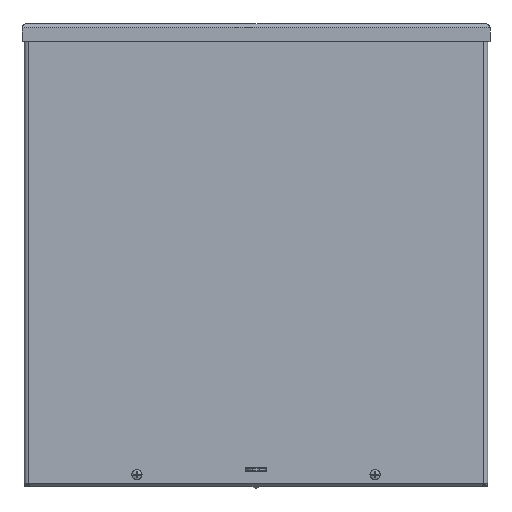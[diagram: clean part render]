
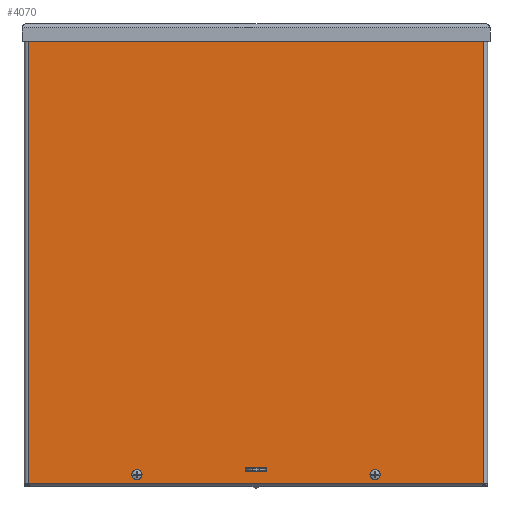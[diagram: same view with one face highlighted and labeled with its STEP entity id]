
A CAD part, top view. The second image highlights one B-rep face of the part: STEP entity #4070.
In plain terms, the highlighted planar face has unit normal (0, 0, 1).
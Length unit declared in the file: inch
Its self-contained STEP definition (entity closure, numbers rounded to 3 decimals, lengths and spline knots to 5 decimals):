
#56 = VECTOR ( 'NONE', #11322, 39.37008 ) ;
#234 = CIRCLE ( 'NONE', #3330, 0.03125 ) ;
#329 = CARTESIAN_POINT ( 'NONE',  ( 0.21094, -8.44613, 4.19362 ) ) ;
#412 = ORIENTED_EDGE ( 'NONE', *, *, #10495, .F. ) ;
#444 = ORIENTED_EDGE ( 'NONE', *, *, #10864, .T. ) ;
#564 = VERTEX_POINT ( 'NONE', #3609 ) ;
#620 = VERTEX_POINT ( 'NONE', #15221 ) ;
#666 = ORIENTED_EDGE ( 'NONE', *, *, #12498, .T. ) ;
#833 = CARTESIAN_POINT ( 'NONE',  ( -4.53125, -8.5625, 4.19362 ) ) ;
#860 = CARTESIAN_POINT ( 'NONE',  ( 0.42187, -8.41488, 4.19362 ) ) ;
#957 = CARTESIAN_POINT ( 'NONE',  ( 4.65625, 8.59375, 4.19362 ) ) ;
#1057 = DIRECTION ( 'NONE',  ( 0.707, -0.707, 0. ) ) ;
#1184 = CARTESIAN_POINT ( 'NONE',  ( -4.65625, 8.59375, 4.19362 ) ) ;
#1546 = EDGE_LOOP ( 'NONE', ( #5417 ) ) ;
#1547 = EDGE_CURVE ( 'NONE', #7135, #9172, #2882, .T. ) ;
#1655 = EDGE_LOOP ( 'NONE', ( #7336 ) ) ;
#1805 = VECTOR ( 'NONE', #7098, 39.37008 ) ;
#1980 = DIRECTION ( 'NONE',  ( 1., 0., 0. ) ) ;
#1995 = ORIENTED_EDGE ( 'NONE', *, *, #2356, .F. ) ;
#2006 = CARTESIAN_POINT ( 'NONE',  ( -0.42188, -8.41488, 4.19362 ) ) ;
#2094 = CARTESIAN_POINT ( 'NONE',  ( -0.39063, -8.44613, 4.19362 ) ) ;
#2120 = VECTOR ( 'NONE', #4614, 39.37008 ) ;
#2347 = FACE_BOUND ( 'NONE', #8875, .T. ) ;
#2350 = ORIENTED_EDGE ( 'NONE', *, *, #7190, .T. ) ;
#2356 = EDGE_CURVE ( 'NONE', #620, #13002, #5978, .T. ) ;
#2412 = PLANE ( 'NONE',  #16356 ) ;
#2502 = ORIENTED_EDGE ( 'NONE', *, *, #3475, .T. ) ;
#2616 = DIRECTION ( 'NONE',  ( 1., 0., 0. ) ) ;
#2658 = AXIS2_PLACEMENT_3D ( 'NONE', #957, #14141, #15551 ) ;
#2882 = LINE ( 'NONE', #17915, #13909 ) ;
#2922 = VERTEX_POINT ( 'NONE', #12874 ) ;
#2942 = AXIS2_PLACEMENT_3D ( 'NONE', #18565, #11413, #4241 ) ;
#2958 = CARTESIAN_POINT ( 'NONE',  ( 0.39063, -8.32113, 4.19362 ) ) ;
#3011 = DIRECTION ( 'NONE',  ( 0., 0., -1. ) ) ;
#3053 = CARTESIAN_POINT ( 'NONE',  ( 0.42187, -8.32113, 4.19362 ) ) ;
#3181 = ORIENTED_EDGE ( 'NONE', *, *, #17952, .T. ) ;
#3322 = VERTEX_POINT ( 'NONE', #11056 ) ;
#3330 = AXIS2_PLACEMENT_3D ( 'NONE', #2958, #14674, #7330 ) ;
#3475 = EDGE_CURVE ( 'NONE', #10347, #2922, #5850, .T. ) ;
#3603 = CARTESIAN_POINT ( 'NONE',  ( 0., 0.01562, 4.19362 ) ) ;
#3609 = CARTESIAN_POINT ( 'NONE',  ( 4.78125, -8.5625, 4.19362 ) ) ;
#3701 = EDGE_CURVE ( 'NONE', #564, #564, #4610, .T. ) ;
#3940 = DIRECTION ( 'NONE',  ( 0., 0., -1. ) ) ;
#4070 = ADVANCED_FACE ( 'NONE', ( #6857, #2347, #16333, #4373, #16551, #11133 ), #2412, .F. ) ;
#4232 = LINE ( 'NONE', #9622, #8290 ) ;
#4241 = DIRECTION ( 'NONE',  ( -0.707, 0.707, 0. ) ) ;
#4373 = FACE_BOUND ( 'NONE', #11122, .T. ) ;
#4610 = CIRCLE ( 'NONE', #11617, 0.125 ) ;
#4614 = DIRECTION ( 'NONE',  ( -1., 0., 0. ) ) ;
#5127 = CARTESIAN_POINT ( 'NONE',  ( -4.53125, 8.59375, 4.19362 ) ) ;
#5176 = DIRECTION ( 'NONE',  ( 0., 0., 1. ) ) ;
#5328 = VECTOR ( 'NONE', #18481, 39.37008 ) ;
#5417 = ORIENTED_EDGE ( 'NONE', *, *, #3701, .T. ) ;
#5612 = VERTEX_POINT ( 'NONE', #11138 ) ;
#5768 = CARTESIAN_POINT ( 'NONE',  ( 9.059, 8.95313, 4.19362 ) ) ;
#5850 = LINE ( 'NONE', #11302, #1805 ) ;
#5946 = LINE ( 'NONE', #5768, #2120 ) ;
#5978 = CIRCLE ( 'NONE', #13111, 0.03125 ) ;
#6232 = CIRCLE ( 'NONE', #7664, 0.125 ) ;
#6576 = VERTEX_POINT ( 'NONE', #2094 ) ;
#6660 = CARTESIAN_POINT ( 'NONE',  ( 4.78125, 8.59375, 4.19362 ) ) ;
#6672 = ORIENTED_EDGE ( 'NONE', *, *, #10169, .T. ) ;
#6857 = FACE_OUTER_BOUND ( 'NONE', #9998, .T. ) ;
#6866 = ORIENTED_EDGE ( 'NONE', *, *, #9136, .F. ) ;
#7035 = CARTESIAN_POINT ( 'NONE',  ( 0.42188, -4.13713, 4.19362 ) ) ;
#7098 = DIRECTION ( 'NONE',  ( 0., 1., 0. ) ) ;
#7135 = VERTEX_POINT ( 'NONE', #15794 ) ;
#7190 = EDGE_CURVE ( 'NONE', #14947, #13002, #11057, .T. ) ;
#7245 = LINE ( 'NONE', #329, #9278 ) ;
#7296 = VERTEX_POINT ( 'NONE', #833 ) ;
#7330 = DIRECTION ( 'NONE',  ( 0.707, 0.707, 0. ) ) ;
#7336 = ORIENTED_EDGE ( 'NONE', *, *, #11893, .T. ) ;
#7479 = CARTESIAN_POINT ( 'NONE',  ( 8.90625, 8.95312, 4.19362 ) ) ;
#7664 = AXIS2_PLACEMENT_3D ( 'NONE', #10213, #3011, #8934 ) ;
#8167 = CARTESIAN_POINT ( 'NONE',  ( 0.39063, -8.41488, 4.19362 ) ) ;
#8290 = VECTOR ( 'NONE', #16665, 39.37008 ) ;
#8482 = DIRECTION ( 'NONE',  ( 0., -1., 0. ) ) ;
#8536 = CIRCLE ( 'NONE', #10423, 0.125 ) ;
#8875 = EDGE_LOOP ( 'NONE', ( #3181 ) ) ;
#8934 = DIRECTION ( 'NONE',  ( 1., 0., 0. ) ) ;
#9091 = DIRECTION ( 'NONE',  ( 0., 0., -1. ) ) ;
#9136 = EDGE_CURVE ( 'NONE', #10347, #6576, #14527, .T. ) ;
#9172 = VERTEX_POINT ( 'NONE', #18080 ) ;
#9278 = VECTOR ( 'NONE', #15022, 39.37008 ) ;
#9430 = EDGE_CURVE ( 'NONE', #15998, #2922, #12712, .T. ) ;
#9438 = CARTESIAN_POINT ( 'NONE',  ( -0.39063, -8.28988, 4.19362 ) ) ;
#9545 = DIRECTION ( 'NONE',  ( 0., 0., -1. ) ) ;
#9622 = CARTESIAN_POINT ( 'NONE',  ( -8.90625, 4.48438, 4.19362 ) ) ;
#9793 = ORIENTED_EDGE ( 'NONE', *, *, #12959, .T. ) ;
#9998 = EDGE_LOOP ( 'NONE', ( #444, #18678, #9793, #15795 ) ) ;
#10169 = EDGE_CURVE ( 'NONE', #620, #6576, #7245, .T. ) ;
#10213 = CARTESIAN_POINT ( 'NONE',  ( -4.65625, -8.5625, 4.19362 ) ) ;
#10347 = VERTEX_POINT ( 'NONE', #2006 ) ;
#10423 = AXIS2_PLACEMENT_3D ( 'NONE', #1184, #3940, #2616 ) ;
#10495 = EDGE_CURVE ( 'NONE', #14947, #3322, #234, .T. ) ;
#10864 = EDGE_CURVE ( 'NONE', #9172, #17886, #18013, .T. ) ;
#11056 = CARTESIAN_POINT ( 'NONE',  ( 0.39062, -8.28988, 4.19362 ) ) ;
#11057 = LINE ( 'NONE', #7035, #12408 ) ;
#11122 = EDGE_LOOP ( 'NONE', ( #2350, #1995, #6672, #6866, #2502, #17093, #17506, #412 ) ) ;
#11133 = FACE_BOUND ( 'NONE', #1655, .T. ) ;
#11138 = CARTESIAN_POINT ( 'NONE',  ( -8.90625, 8.95312, 4.19362 ) ) ;
#11302 = CARTESIAN_POINT ( 'NONE',  ( -0.42188, -4.21525, 4.19362 ) ) ;
#11322 = DIRECTION ( 'NONE',  ( 1., 0., 0. ) ) ;
#11327 = CARTESIAN_POINT ( 'NONE',  ( 8.90625, -4.45313, 4.19362 ) ) ;
#11413 = DIRECTION ( 'NONE',  ( 0., 0., 1. ) ) ;
#11617 = AXIS2_PLACEMENT_3D ( 'NONE', #16285, #9091, #1980 ) ;
#11893 = EDGE_CURVE ( 'NONE', #16325, #16325, #14450, .T. ) ;
#12033 = EDGE_CURVE ( 'NONE', #15998, #3322, #16026, .T. ) ;
#12408 = VECTOR ( 'NONE', #8482, 39.37008 ) ;
#12498 = EDGE_CURVE ( 'NONE', #14500, #14500, #8536, .T. ) ;
#12693 = CARTESIAN_POINT ( 'NONE',  ( -0.21094, -8.28988, 4.19362 ) ) ;
#12712 = CIRCLE ( 'NONE', #2942, 0.03125 ) ;
#12874 = CARTESIAN_POINT ( 'NONE',  ( -0.42188, -8.32113, 4.19362 ) ) ;
#12959 = EDGE_CURVE ( 'NONE', #5612, #7135, #4232, .T. ) ;
#13002 = VERTEX_POINT ( 'NONE', #860 ) ;
#13111 = AXIS2_PLACEMENT_3D ( 'NONE', #8167, #5176, #1057 ) ;
#13559 = EDGE_LOOP ( 'NONE', ( #666 ) ) ;
#13909 = VECTOR ( 'NONE', #18047, 39.37008 ) ;
#14141 = DIRECTION ( 'NONE',  ( 0., 0., -1. ) ) ;
#14450 = CIRCLE ( 'NONE', #2658, 0.125 ) ;
#14500 = VERTEX_POINT ( 'NONE', #5127 ) ;
#14527 = CIRCLE ( 'NONE', #15741, 0.03125 ) ;
#14674 = DIRECTION ( 'NONE',  ( 0., 0., 1. ) ) ;
#14947 = VERTEX_POINT ( 'NONE', #3053 ) ;
#15022 = DIRECTION ( 'NONE',  ( -1., 0., 0. ) ) ;
#15137 = CARTESIAN_POINT ( 'NONE',  ( -0.39063, -8.41488, 4.19362 ) ) ;
#15207 = DIRECTION ( 'NONE',  ( 0., 0., 1. ) ) ;
#15221 = CARTESIAN_POINT ( 'NONE',  ( 0.39062, -8.44613, 4.19362 ) ) ;
#15551 = DIRECTION ( 'NONE',  ( 1., 0., 0. ) ) ;
#15741 = AXIS2_PLACEMENT_3D ( 'NONE', #15137, #15207, #16482 ) ;
#15794 = CARTESIAN_POINT ( 'NONE',  ( -8.90625, -8.92188, 4.19362 ) ) ;
#15795 = ORIENTED_EDGE ( 'NONE', *, *, #1547, .T. ) ;
#15998 = VERTEX_POINT ( 'NONE', #9438 ) ;
#16026 = LINE ( 'NONE', #12693, #56 ) ;
#16285 = CARTESIAN_POINT ( 'NONE',  ( 4.65625, -8.5625, 4.19362 ) ) ;
#16325 = VERTEX_POINT ( 'NONE', #6660 ) ;
#16333 = FACE_BOUND ( 'NONE', #13559, .T. ) ;
#16356 = AXIS2_PLACEMENT_3D ( 'NONE', #3603, #9545, #18127 ) ;
#16482 = DIRECTION ( 'NONE',  ( -0.707, -0.707, 0. ) ) ;
#16551 = FACE_BOUND ( 'NONE', #1546, .T. ) ;
#16665 = DIRECTION ( 'NONE',  ( 0., -1., 0. ) ) ;
#17093 = ORIENTED_EDGE ( 'NONE', *, *, #9430, .F. ) ;
#17506 = ORIENTED_EDGE ( 'NONE', *, *, #12033, .T. ) ;
#17886 = VERTEX_POINT ( 'NONE', #7479 ) ;
#17915 = CARTESIAN_POINT ( 'NONE',  ( -9.059, -8.92188, 4.19362 ) ) ;
#17952 = EDGE_CURVE ( 'NONE', #7296, #7296, #6232, .T. ) ;
#18013 = LINE ( 'NONE', #11327, #5328 ) ;
#18047 = DIRECTION ( 'NONE',  ( 1., 0., 0. ) ) ;
#18080 = CARTESIAN_POINT ( 'NONE',  ( 8.90625, -8.92188, 4.19362 ) ) ;
#18127 = DIRECTION ( 'NONE',  ( 1., 0., 0. ) ) ;
#18481 = DIRECTION ( 'NONE',  ( 0., 1., 0. ) ) ;
#18493 = EDGE_CURVE ( 'NONE', #17886, #5612, #5946, .T. ) ;
#18565 = CARTESIAN_POINT ( 'NONE',  ( -0.39063, -8.32113, 4.19362 ) ) ;
#18678 = ORIENTED_EDGE ( 'NONE', *, *, #18493, .T. ) ;
